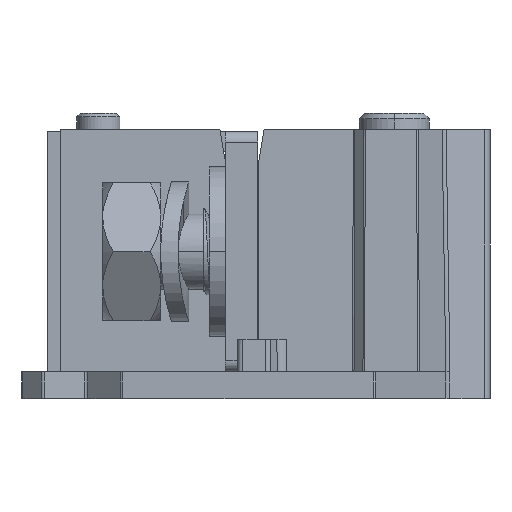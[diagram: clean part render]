
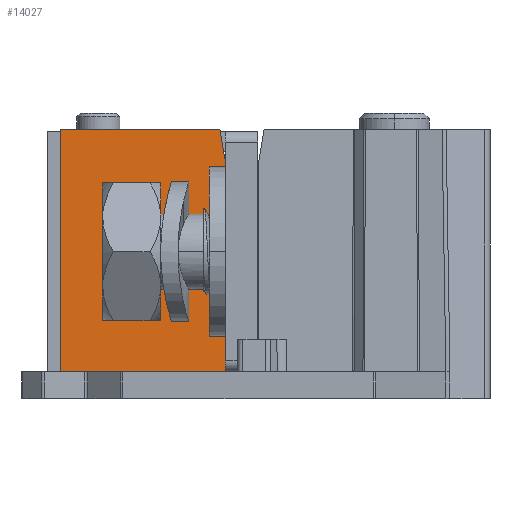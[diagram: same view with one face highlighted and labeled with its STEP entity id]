
A CAD part, left-side view. The second image highlights one B-rep face of the part: STEP entity #14027.
In plain terms, the highlighted planar face has unit normal (-1, 0, 0.009).
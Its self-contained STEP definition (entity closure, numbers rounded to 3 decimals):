
#613=DIRECTION('',(0.,-1.,0.));
#614=VECTOR('',#613,15.3);
#615=CARTESIAN_POINT('',(-4.196,18.4,0.));
#616=LINE('',#615,#614);
#1256=DIRECTION('',(0.009,0.,1.));
#1257=VECTOR('',#1256,19.501);
#1258=CARTESIAN_POINT('',(-4.196,3.1,0.));
#1259=LINE('',#1258,#1257);
#5086=DIRECTION('',(-0.009,0.,-1.));
#5087=VECTOR('',#5086,22.501);
#5088=CARTESIAN_POINT('',(-4.,18.4,22.5));
#5089=LINE('',#5088,#5087);
#5195=DIRECTION('',(0.,-1.,0.));
#5196=VECTOR('',#5195,14.8);
#5197=CARTESIAN_POINT('',(-4.,18.4,22.5));
#5198=LINE('',#5197,#5196);
#5199=DIRECTION('',(-0.009,-0.164,-0.986));
#5200=VECTOR('',#5199,3.041);
#5201=CARTESIAN_POINT('',(-4.,3.6,22.5));
#5202=LINE('',#5201,#5200);
#6691=CARTESIAN_POINT('',(-4.196,18.4,0.));
#6692=VERTEX_POINT('',#6691);
#6693=CARTESIAN_POINT('',(-4.196,3.1,0.));
#6694=VERTEX_POINT('',#6693);
#6733=CARTESIAN_POINT('',(-4.026,3.1,19.5));
#6734=VERTEX_POINT('',#6733);
#7325=CARTESIAN_POINT('',(-4.,18.4,22.5));
#7326=VERTEX_POINT('',#7325);
#7351=CARTESIAN_POINT('',(-4.,3.6,22.5));
#7352=VERTEX_POINT('',#7351);
#14015=CARTESIAN_POINT('',(-4.,20.362,22.5));
#14016=DIRECTION('',(-1.,0.,0.009));
#14017=DIRECTION('',(0.,-1.,0.));
#14018=AXIS2_PLACEMENT_3D('',#14015,#14016,#14017);
#14019=PLANE('',#14018);
#14020=ORIENTED_EDGE('',*,*,#8589,.F.);
#14021=ORIENTED_EDGE('',*,*,#8047,.F.);
#14022=ORIENTED_EDGE('',*,*,#13862,.F.);
#14023=ORIENTED_EDGE('',*,*,#13998,.T.);
#14024=ORIENTED_EDGE('',*,*,#13983,.T.);
#14025=EDGE_LOOP('',(#14020,#14021,#14022,#14023,#14024));
#14026=FACE_OUTER_BOUND('',#14025,.F.);
#14027=ADVANCED_FACE('',(#14026),#14019,.T.);
#8047=EDGE_CURVE('',#6692,#6694,#616,.T.);
#8589=EDGE_CURVE('',#6694,#6734,#1259,.T.);
#13862=EDGE_CURVE('',#7326,#6692,#5089,.T.);
#13983=EDGE_CURVE('',#7352,#6734,#5202,.T.);
#13998=EDGE_CURVE('',#7326,#7352,#5198,.T.);
